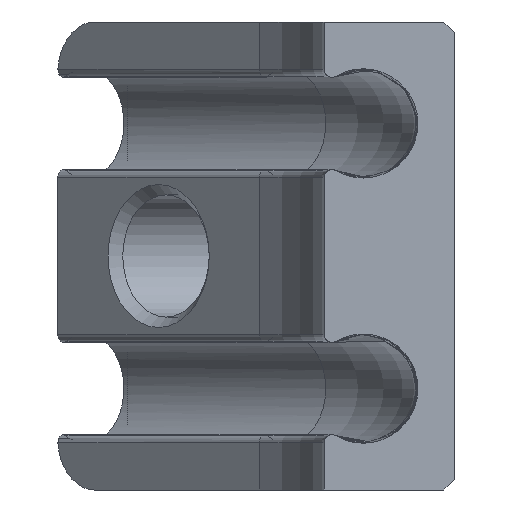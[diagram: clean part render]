
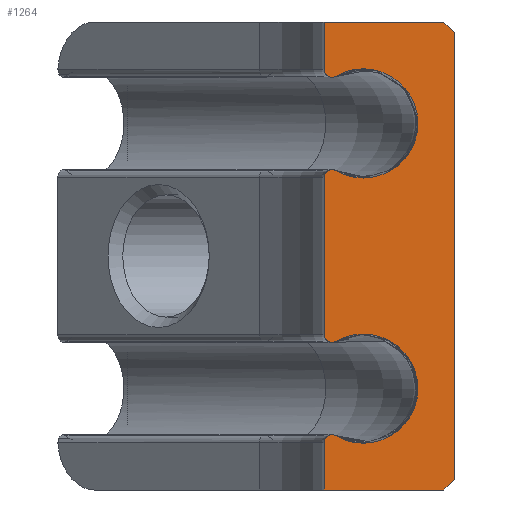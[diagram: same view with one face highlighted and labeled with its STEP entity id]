
A CAD part, left-side view. The second image highlights one B-rep face of the part: STEP entity #1264.
In plain terms, the highlighted planar face has unit normal (-1, 0, 0).
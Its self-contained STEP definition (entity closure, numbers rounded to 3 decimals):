
#67=PLANE('',#1433);
#138=FACE_OUTER_BOUND('',#219,.T.);
#219=EDGE_LOOP('',(#1109,#1110,#1111,#1112,#1113,#1114,#1115,#1116,#1117,
#1118,#1119,#1120,#1121,#1122));
#303=LINE('',#2546,#395);
#305=LINE('',#2550,#397);
#308=LINE('',#2555,#400);
#313=LINE('',#2571,#405);
#314=LINE('',#2580,#406);
#315=LINE('',#2582,#407);
#316=LINE('',#2584,#408);
#317=LINE('',#2585,#409);
#395=VECTOR('',#1793,10.);
#397=VECTOR('',#1797,10.);
#400=VECTOR('',#1802,10.);
#405=VECTOR('',#1821,10.);
#406=VECTOR('',#1830,10.);
#407=VECTOR('',#1831,10.);
#408=VECTOR('',#1832,10.);
#409=VECTOR('',#1833,10.);
#495=CIRCLE('',#1427,0.3);
#496=CIRCLE('',#1429,2.1);
#497=CIRCLE('',#1431,0.3);
#498=CIRCLE('',#1434,0.3);
#499=CIRCLE('',#1435,2.1);
#500=CIRCLE('',#1436,0.3);
#600=VERTEX_POINT('',#2543);
#601=VERTEX_POINT('',#2545);
#602=VERTEX_POINT('',#2549);
#603=VERTEX_POINT('',#2553);
#604=VERTEX_POINT('',#2557);
#605=VERTEX_POINT('',#2561);
#606=VERTEX_POINT('',#2565);
#607=VERTEX_POINT('',#2569);
#608=VERTEX_POINT('',#2573);
#609=VERTEX_POINT('',#2575);
#610=VERTEX_POINT('',#2577);
#611=VERTEX_POINT('',#2579);
#612=VERTEX_POINT('',#2581);
#613=VERTEX_POINT('',#2583);
#770=EDGE_CURVE('',#600,#601,#303,.F.);
#772=EDGE_CURVE('',#601,#602,#305,.F.);
#775=EDGE_CURVE('',#603,#600,#308,.F.);
#777=EDGE_CURVE('',#604,#603,#495,.F.);
#779=EDGE_CURVE('',#605,#604,#496,.T.);
#781=EDGE_CURVE('',#606,#605,#497,.F.);
#783=EDGE_CURVE('',#607,#606,#313,.F.);
#784=EDGE_CURVE('',#608,#607,#498,.F.);
#785=EDGE_CURVE('',#609,#608,#499,.T.);
#786=EDGE_CURVE('',#610,#609,#500,.F.);
#787=EDGE_CURVE('',#611,#610,#314,.F.);
#788=EDGE_CURVE('',#612,#611,#315,.F.);
#789=EDGE_CURVE('',#613,#612,#316,.F.);
#790=EDGE_CURVE('',#602,#613,#317,.T.);
#1109=ORIENTED_EDGE('',*,*,#772,.F.);
#1110=ORIENTED_EDGE('',*,*,#770,.F.);
#1111=ORIENTED_EDGE('',*,*,#775,.F.);
#1112=ORIENTED_EDGE('',*,*,#777,.F.);
#1113=ORIENTED_EDGE('',*,*,#779,.F.);
#1114=ORIENTED_EDGE('',*,*,#781,.F.);
#1115=ORIENTED_EDGE('',*,*,#783,.F.);
#1116=ORIENTED_EDGE('',*,*,#784,.F.);
#1117=ORIENTED_EDGE('',*,*,#785,.F.);
#1118=ORIENTED_EDGE('',*,*,#786,.F.);
#1119=ORIENTED_EDGE('',*,*,#787,.F.);
#1120=ORIENTED_EDGE('',*,*,#788,.F.);
#1121=ORIENTED_EDGE('',*,*,#789,.F.);
#1122=ORIENTED_EDGE('',*,*,#790,.F.);
#1264=ADVANCED_FACE('',(#138),#67,.T.);
#1427=AXIS2_PLACEMENT_3D('',#2559,#1806,#1807);
#1429=AXIS2_PLACEMENT_3D('',#2563,#1811,#1812);
#1431=AXIS2_PLACEMENT_3D('',#2567,#1816,#1817);
#1433=AXIS2_PLACEMENT_3D('',#2572,#1822,#1823);
#1434=AXIS2_PLACEMENT_3D('',#2574,#1824,#1825);
#1435=AXIS2_PLACEMENT_3D('',#2576,#1826,#1827);
#1436=AXIS2_PLACEMENT_3D('',#2578,#1828,#1829);
#1793=DIRECTION('',(0.,1.,0.));
#1797=DIRECTION('',(0.,0.707,0.707));
#1802=DIRECTION('',(0.,0.,-1.));
#1806=DIRECTION('center_axis',(-1.,0.,0.));
#1807=DIRECTION('ref_axis',(0.,1.,0.));
#1811=DIRECTION('center_axis',(-1.,0.,0.));
#1812=DIRECTION('ref_axis',(0.,-1.,0.));
#1816=DIRECTION('center_axis',(-1.,0.,0.));
#1817=DIRECTION('ref_axis',(0.,-0.5,0.866));
#1821=DIRECTION('',(0.,0.,-1.));
#1822=DIRECTION('center_axis',(-1.,0.,0.));
#1823=DIRECTION('ref_axis',(0.,0.,1.));
#1824=DIRECTION('center_axis',(-1.,0.,0.));
#1825=DIRECTION('ref_axis',(0.,1.,0.));
#1826=DIRECTION('center_axis',(-1.,0.,0.));
#1827=DIRECTION('ref_axis',(0.,-1.,0.));
#1828=DIRECTION('center_axis',(-1.,0.,0.));
#1829=DIRECTION('ref_axis',(0.,-0.5,0.866));
#1830=DIRECTION('',(0.,0.,-1.));
#1831=DIRECTION('',(0.,-1.,0.));
#1832=DIRECTION('',(0.,-0.707,0.707));
#1833=DIRECTION('',(0.,0.,-1.));
#2543=CARTESIAN_POINT('',(-100.,5.,9.));
#2545=CARTESIAN_POINT('',(-100.,0.4,9.));
#2546=CARTESIAN_POINT('',(-100.,4.49,9.));
#2549=CARTESIAN_POINT('',(-100.,0.,8.6));
#2550=CARTESIAN_POINT('',(-100.,0.195,8.795));
#2553=CARTESIAN_POINT('',(-100.,5.,7.178));
#2555=CARTESIAN_POINT('',(-100.,5.,0.));
#2557=CARTESIAN_POINT('',(-100.,4.55,6.919));
#2559=CARTESIAN_POINT('Origin',(-100.,4.7,7.178));
#2561=CARTESIAN_POINT('',(-100.,4.55,3.281));
#2563=CARTESIAN_POINT('Origin',(-100.,3.5,5.1));
#2565=CARTESIAN_POINT('',(-100.,5.,3.022));
#2567=CARTESIAN_POINT('Origin',(-100.,4.7,3.022));
#2569=CARTESIAN_POINT('',(-100.,5.,-3.022));
#2571=CARTESIAN_POINT('',(-100.,5.,0.));
#2572=CARTESIAN_POINT('Origin',(-100.,8.98,0.));
#2573=CARTESIAN_POINT('',(-100.,4.55,-3.281));
#2574=CARTESIAN_POINT('Origin',(-100.,4.7,-3.022));
#2575=CARTESIAN_POINT('',(-100.,4.55,-6.919));
#2576=CARTESIAN_POINT('Origin',(-100.,3.5,-5.1));
#2577=CARTESIAN_POINT('',(-100.,5.,-7.178));
#2578=CARTESIAN_POINT('Origin',(-100.,4.7,-7.178));
#2579=CARTESIAN_POINT('',(-100.,5.,-9.));
#2580=CARTESIAN_POINT('',(-100.,5.,0.));
#2581=CARTESIAN_POINT('',(-100.,0.4,-9.));
#2582=CARTESIAN_POINT('',(-100.,4.49,-9.));
#2583=CARTESIAN_POINT('',(-100.,0.,-8.6));
#2584=CARTESIAN_POINT('',(-100.,0.195,-8.795));
#2585=CARTESIAN_POINT('',(-100.,0.,0.));
